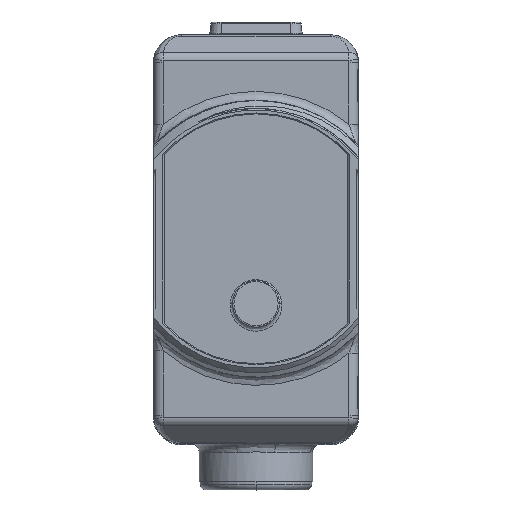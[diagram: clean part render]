
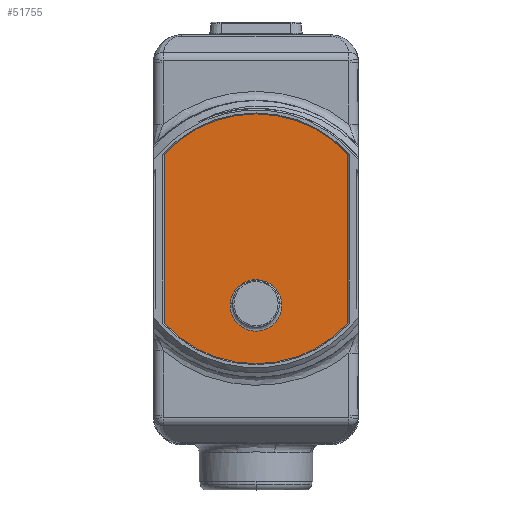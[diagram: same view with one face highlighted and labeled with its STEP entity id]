
A CAD part, top view. The second image highlights one B-rep face of the part: STEP entity #51755.
In plain terms, the highlighted planar face has unit normal (0, 0, 1).
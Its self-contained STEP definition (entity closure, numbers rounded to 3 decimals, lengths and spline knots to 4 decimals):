
#17323=CARTESIAN_POINT('',(0.,0.,0.8307));
#17324=DIRECTION('',(0.,0.,1.));
#17325=DIRECTION('',(0.736,0.677,0.));
#17326=AXIS2_PLACEMENT_3D('',#17323,#17324,#17325);
#17328=DIRECTION('',(0.,1.,0.));
#17329=VECTOR('',#17328,0.7169);
#17330=CARTESIAN_POINT('',(0.3898,-0.3584,
0.8307));
#17331=LINE('',#17330,#17329);
#17332=CARTESIAN_POINT('',(0.,0.,0.8307));
#17333=DIRECTION('',(0.,0.,1.));
#17334=DIRECTION('',(-0.736,-0.677,0.));
#17335=AXIS2_PLACEMENT_3D('',#17332,#17333,#17334);
#17337=DIRECTION('',(0.,-1.,0.));
#17338=VECTOR('',#17337,0.7169);
#17339=CARTESIAN_POINT('',(-0.3898,0.3584,
0.8307));
#17340=LINE('',#17339,#17338);
#17345=CARTESIAN_POINT('',(0.1092,-0.2756,
0.8307));
#17346=CARTESIAN_POINT('',(0.1087,-0.267,
0.8307));
#17347=CARTESIAN_POINT('',(0.1057,-0.2505,
0.8307));
#17348=CARTESIAN_POINT('',(0.0955,-0.2271,
0.8307));
#17349=CARTESIAN_POINT('',(0.0802,-0.2067,
0.8307));
#17350=CARTESIAN_POINT('',(0.0606,-0.1903,
0.8307));
#17351=CARTESIAN_POINT('',(0.0377,-0.1789,
0.8307));
#17352=CARTESIAN_POINT('',(0.0128,-0.173,
0.8307));
#17353=CARTESIAN_POINT('',(-0.0128,-0.173,
0.8307));
#17354=CARTESIAN_POINT('',(-0.0377,-0.1789,
0.8307));
#17355=CARTESIAN_POINT('',(-0.0606,-0.1903,
0.8307));
#17356=CARTESIAN_POINT('',(-0.0802,-0.2067,
0.8307));
#17357=CARTESIAN_POINT('',(-0.0955,-0.2271,
0.8307));
#17358=CARTESIAN_POINT('',(-0.1057,-0.2505,
0.8307));
#17359=CARTESIAN_POINT('',(-0.1087,-0.267,
0.8307));
#17360=CARTESIAN_POINT('',(-0.1092,-0.2756,
0.8307));
#17446=CARTESIAN_POINT('',(-0.1092,-0.2756,
0.8307));
#17447=CARTESIAN_POINT('',(-0.1098,-0.2842,
0.8307));
#17448=CARTESIAN_POINT('',(-0.1089,-0.3011,
0.8307));
#17449=CARTESIAN_POINT('',(-0.1016,-0.3258,
0.8307));
#17450=CARTESIAN_POINT('',(-0.0888,-0.348,
0.8307));
#17451=CARTESIAN_POINT('',(-0.0712,-0.3667,
0.8307));
#17452=CARTESIAN_POINT('',(-0.0497,-0.3809,
0.8307));
#17453=CARTESIAN_POINT('',(-0.0256,-0.3897,
0.8307));
#17454=CARTESIAN_POINT('',(0.,-0.3927,
0.8307));
#17455=CARTESIAN_POINT('',(0.0256,-0.3897,
0.8307));
#17456=CARTESIAN_POINT('',(0.0497,-0.3809,
0.8307));
#17457=CARTESIAN_POINT('',(0.0712,-0.3667,
0.8307));
#17458=CARTESIAN_POINT('',(0.0888,-0.348,
0.8307));
#17459=CARTESIAN_POINT('',(0.1016,-0.3258,
0.8307));
#17460=CARTESIAN_POINT('',(0.1089,-0.3011,
0.8307));
#17461=CARTESIAN_POINT('',(0.1098,-0.2842,
0.8307));
#17462=CARTESIAN_POINT('',(0.1092,-0.2756,
0.8307));
#21762=CARTESIAN_POINT('',(0.3898,0.3584,
0.8307));
#21763=CARTESIAN_POINT('',(-0.3898,0.3584,
0.8307));
#21764=VERTEX_POINT('',#21762);
#21765=VERTEX_POINT('',#21763);
#21766=CARTESIAN_POINT('',(-0.3898,-0.3584,
0.8307));
#21767=VERTEX_POINT('',#21766);
#21768=CARTESIAN_POINT('',(0.3898,-0.3584,
0.8307));
#21769=VERTEX_POINT('',#21768);
#21770=VERTEX_POINT('',#17345);
#21771=VERTEX_POINT('',#17360);
#51737=CARTESIAN_POINT('',(0.,0.,0.8307));
#51738=DIRECTION('',(0.,0.,1.));
#51739=DIRECTION('',(0.,-1.,0.));
#51740=AXIS2_PLACEMENT_3D('',#51737,#51738,#51739);
#51741=PLANE('',#51740);
#51742=ORIENTED_EDGE('',*,*,#51637,.F.);
#51743=ORIENTED_EDGE('',*,*,#51655,.F.);
#51745=ORIENTED_EDGE('',*,*,#51744,.F.);
#51746=ORIENTED_EDGE('',*,*,#51727,.F.);
#51747=EDGE_LOOP('',(#51742,#51743,#51745,#51746));
#51748=FACE_OUTER_BOUND('',#51747,.F.);
#51750=ORIENTED_EDGE('',*,*,#51749,.T.);
#51752=ORIENTED_EDGE('',*,*,#51751,.T.);
#51753=EDGE_LOOP('',(#51750,#51752));
#51754=FACE_BOUND('',#51753,.F.);
#51755=ADVANCED_FACE('',(#51748,#51754),#51741,.T.);
#17327=CIRCLE('',#17326,0.5295);
#17336=CIRCLE('',#17335,0.5295);
#17361=B_SPLINE_CURVE_WITH_KNOTS('',3,(#17345,#17346,#17347,#17348,#17349,
#17350,#17351,#17352,#17353,#17354,#17355,#17356,#17357,#17358,#17359,#17360),
.UNSPECIFIED.,.F.,.F.,(4,1,1,1,1,1,1,1,1,1,1,1,1,4),(0.,0.0769,
0.1538,0.2308,0.3077,0.3846,
0.4615,0.5385,0.6154,0.6923,
0.7692,0.8462,0.9231,1.),.UNSPECIFIED.);
#17463=B_SPLINE_CURVE_WITH_KNOTS('',3,(#17446,#17447,#17448,#17449,#17450,
#17451,#17452,#17453,#17454,#17455,#17456,#17457,#17458,#17459,#17460,#17461,
#17462),.UNSPECIFIED.,.F.,.F.,(4,1,1,1,1,1,1,1,1,1,1,1,1,1,4),(0.,
0.0714,0.1429,0.2143,0.2857,
0.3571,0.4286,0.5,0.5714,0.6429,
0.7143,0.7857,0.8571,0.9286,1.),
.UNSPECIFIED.);
#51637=EDGE_CURVE('',#21764,#21765,#17327,.T.);
#51655=EDGE_CURVE('',#21769,#21764,#17331,.T.);
#51727=EDGE_CURVE('',#21765,#21767,#17340,.T.);
#51744=EDGE_CURVE('',#21767,#21769,#17336,.T.);
#51749=EDGE_CURVE('',#21770,#21771,#17361,.T.);
#51751=EDGE_CURVE('',#21771,#21770,#17463,.T.);
